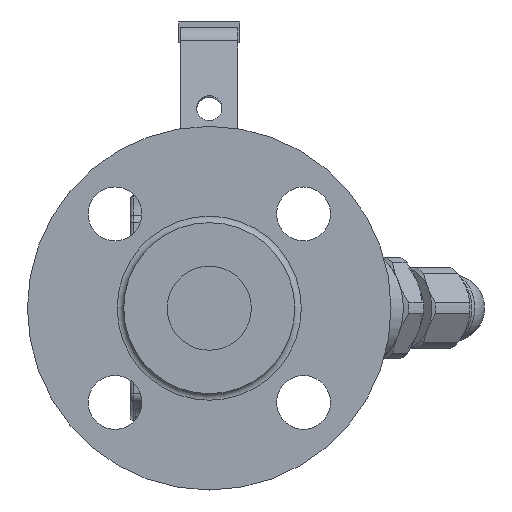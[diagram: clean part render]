
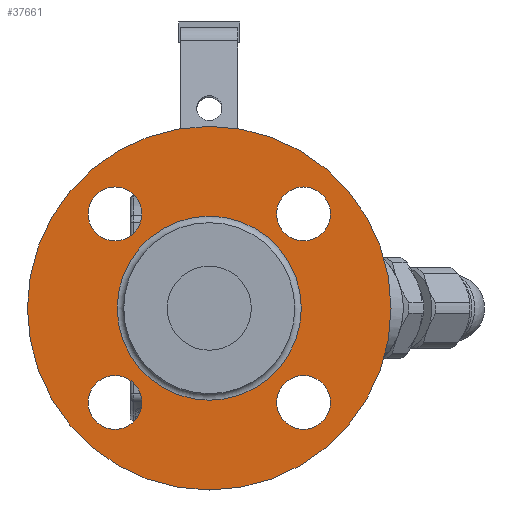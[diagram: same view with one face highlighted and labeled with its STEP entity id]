
A CAD part, left-side view. The second image highlights one B-rep face of the part: STEP entity #37661.
In plain terms, the highlighted planar face has unit normal (-1, 0, 0).
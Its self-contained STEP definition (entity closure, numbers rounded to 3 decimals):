
#2692=FACE_BOUND('',#12267,.T.);
#2693=FACE_BOUND('',#12268,.T.);
#2694=FACE_BOUND('',#12269,.T.);
#2695=FACE_BOUND('',#12270,.T.);
#2696=FACE_BOUND('',#12271,.T.);
#3173=PLANE('',#40806);
#9843=FACE_OUTER_BOUND('',#12266,.T.);
#12266=EDGE_LOOP('',(#29566));
#12267=EDGE_LOOP('',(#29567));
#12268=EDGE_LOOP('',(#29568));
#12269=EDGE_LOOP('',(#29569));
#12270=EDGE_LOOP('',(#29570));
#12271=EDGE_LOOP('',(#29571));
#14662=CIRCLE('',#40803,27.336);
#14665=CIRCLE('',#40807,54.);
#14666=CIRCLE('',#40808,8.);
#14667=CIRCLE('',#40809,8.);
#14668=CIRCLE('',#40810,8.);
#14669=CIRCLE('',#40811,8.);
#17235=VERTEX_POINT('',#67224);
#17237=VERTEX_POINT('',#67230);
#17238=VERTEX_POINT('',#67232);
#17239=VERTEX_POINT('',#67234);
#17240=VERTEX_POINT('',#67236);
#17241=VERTEX_POINT('',#67238);
#21644=EDGE_CURVE('',#17235,#17235,#14662,.T.);
#21647=EDGE_CURVE('',#17237,#17237,#14665,.T.);
#21648=EDGE_CURVE('',#17238,#17238,#14666,.T.);
#21649=EDGE_CURVE('',#17239,#17239,#14667,.T.);
#21650=EDGE_CURVE('',#17240,#17240,#14668,.T.);
#21651=EDGE_CURVE('',#17241,#17241,#14669,.T.);
#29566=ORIENTED_EDGE('',*,*,#21647,.F.);
#29567=ORIENTED_EDGE('',*,*,#21648,.T.);
#29568=ORIENTED_EDGE('',*,*,#21649,.T.);
#29569=ORIENTED_EDGE('',*,*,#21650,.T.);
#29570=ORIENTED_EDGE('',*,*,#21651,.T.);
#29571=ORIENTED_EDGE('',*,*,#21644,.F.);
#37661=ADVANCED_FACE('',(#9843,#2692,#2693,#2694,#2695,#2696),#3173,.F.);
#40803=AXIS2_PLACEMENT_3D('',#67225,#47450,#47451);
#40806=AXIS2_PLACEMENT_3D('',#67229,#47456,#47457);
#40807=AXIS2_PLACEMENT_3D('',#67231,#47458,#47459);
#40808=AXIS2_PLACEMENT_3D('',#67233,#47460,#47461);
#40809=AXIS2_PLACEMENT_3D('',#67235,#47462,#47463);
#40810=AXIS2_PLACEMENT_3D('',#67237,#47464,#47465);
#40811=AXIS2_PLACEMENT_3D('',#67239,#47466,#47467);
#47450=DIRECTION('center_axis',(-1.,0.,0.));
#47451=DIRECTION('ref_axis',(0.,0.,
1.));
#47456=DIRECTION('center_axis',(1.,0.,0.));
#47457=DIRECTION('ref_axis',(0.,0.,
-1.));
#47458=DIRECTION('center_axis',(1.,0.,0.));
#47459=DIRECTION('ref_axis',(0.,0.,
-1.));
#47460=DIRECTION('center_axis',(1.,0.,0.));
#47461=DIRECTION('ref_axis',(0.,0.,
1.));
#47462=DIRECTION('center_axis',(1.,0.,0.));
#47463=DIRECTION('ref_axis',(0.,-1.,0.));
#47464=DIRECTION('center_axis',(1.,0.,0.));
#47465=DIRECTION('ref_axis',(0.,0.,
-1.));
#47466=DIRECTION('center_axis',(1.,0.,0.));
#47467=DIRECTION('ref_axis',(0.,1.,0.));
#67224=CARTESIAN_POINT('',(-302.036,18.833,-28.854));
#67225=CARTESIAN_POINT('Origin',(-302.036,18.833,-1.517));
#67229=CARTESIAN_POINT('Origin',(-302.036,18.833,-1.517));
#67230=CARTESIAN_POINT('',(-302.036,18.833,52.483));
#67231=CARTESIAN_POINT('Origin',(-302.036,18.833,-1.517));
#67232=CARTESIAN_POINT('',(-302.036,46.834,18.484));
#67233=CARTESIAN_POINT('Origin',(-302.036,46.834,26.484));
#67234=CARTESIAN_POINT('',(-302.036,-1.169,26.484));
#67235=CARTESIAN_POINT('Origin',(-302.036,-9.169,26.484));
#67236=CARTESIAN_POINT('',(-302.036,-9.169,-21.518));
#67237=CARTESIAN_POINT('Origin',(-302.036,-9.169,-29.518));
#67238=CARTESIAN_POINT('',(-302.036,38.834,-29.518));
#67239=CARTESIAN_POINT('Origin',(-302.036,46.834,-29.518));
